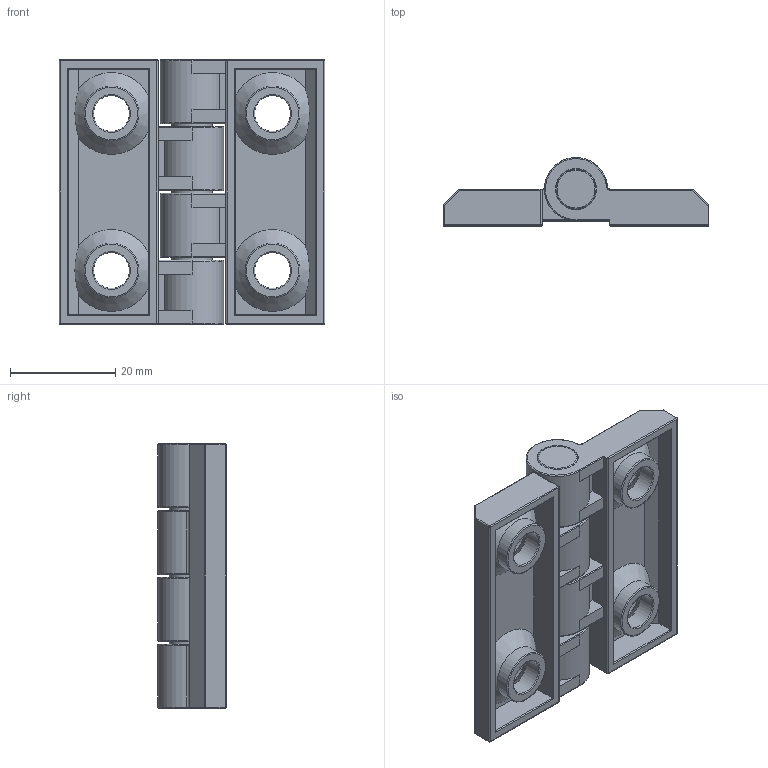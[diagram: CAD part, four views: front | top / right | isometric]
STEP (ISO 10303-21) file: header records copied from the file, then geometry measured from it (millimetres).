
FILE_DESCRIPTION(/* description */ (''),/* implementation_level */ '2;1');
FILE_NAME(/* name */ 'Engsel 50mm.stp',/* time_stamp */ '2025-10-17T14:54:42+07:00',/* author */ ('Hp'),/* organization */ (''),/* preprocessor_version */ 'ST-DEVELOPER v20',/* originating_system */ 'Autodesk Inventor 2024',/* authorisation */ '');
FILE_SCHEMA (('AUTOMOTIVE_DESIGN { 1 0 10303 214 3 1 1 }'));
Length unit declared in the file: millimetre
Products named in the file (1): Engsel M6
Bounding box: 50.5 x 12.99 x 50.3 mm (x, y, z)
Volume: 11898.5 mm3; surface area: 12067.8 mm2
Topology: 3 solids, 3 shells, 178 faces, 426 edges, 260 vertices
Faces by surface type: cylinder 66, plane 66, torus 20, sphere 12, cone 8, bspline 6
Full cylindrical faces by diameter (mm): 6.8 x4, 7.6 x1, 7.8 x4, 10.4 x4, 11.5 x4
Entity records: 5470 total; most frequent: CARTESIAN_POINT 1242, DIRECTION 912, ORIENTED_EDGE 852, EDGE_CURVE 426, AXIS2_PLACEMENT_3D 353, VERTEX_POINT 260, LINE 206, VECTOR 206
